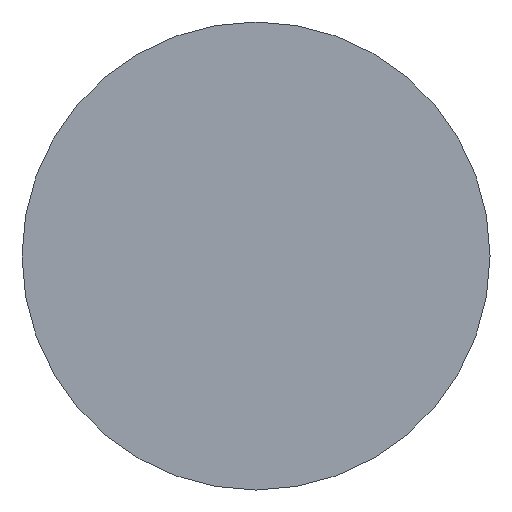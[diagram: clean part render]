
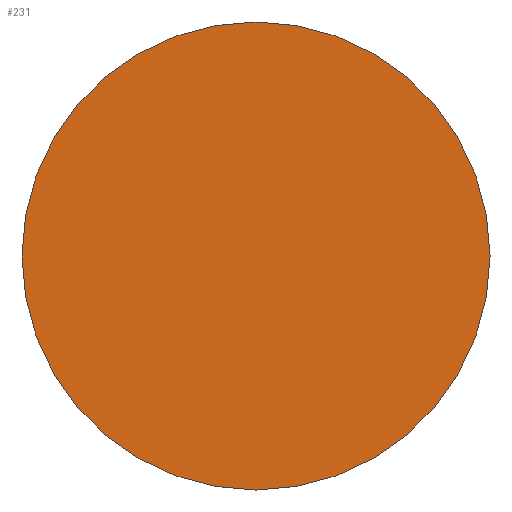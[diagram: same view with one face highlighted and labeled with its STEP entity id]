
A CAD part, front view. The second image highlights one B-rep face of the part: STEP entity #231.
In plain terms, the highlighted planar face has unit normal (0, -1, 0).
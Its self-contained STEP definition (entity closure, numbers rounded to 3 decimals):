
#131=VERTEX_POINT('',#310);
#139=EDGE_CURVE('',#177,#131,#319,.T.);
#177=VERTEX_POINT('',#361);
#201=EDGE_CURVE('',#131,#177,#389,.T.);
#231=ADVANCED_FACE('',(#423),#424,.T.);
#310=CARTESIAN_POINT('',(50.0,-60.0,0.));
#319=CIRCLE('',#513,50.0);
#361=CARTESIAN_POINT('',(-50.0,-60.0,0.));
#389=CIRCLE('',#603,50.0);
#423=FACE_OUTER_BOUND('',#645,.T.);
#424=PLANE('',#646);
#513=AXIS2_PLACEMENT_3D('',#745,#746,#747);
#603=AXIS2_PLACEMENT_3D('',#827,#828,#829);
#645=EDGE_LOOP('',(#874,#875));
#646=AXIS2_PLACEMENT_3D('',#876,#877,#878);
#745=CARTESIAN_POINT('',(0.0,-60.0,0.));
#746=DIRECTION('',(0.0,-1.0,0.));
#747=DIRECTION('',(1.0,0.0,0.0));
#827=CARTESIAN_POINT('',(0.0,-60.0,0.));
#828=DIRECTION('',(0.0,-1.0,0.));
#829=DIRECTION('',(1.0,0.0,0.0));
#874=ORIENTED_EDGE('',*,*,#201,.T.);
#875=ORIENTED_EDGE('',*,*,#139,.T.);
#876=CARTESIAN_POINT('',(0.0,-60.0,0.));
#877=DIRECTION('',(0.0,-1.0,0.));
#878=DIRECTION('',(1.0,0.0,0.0));
